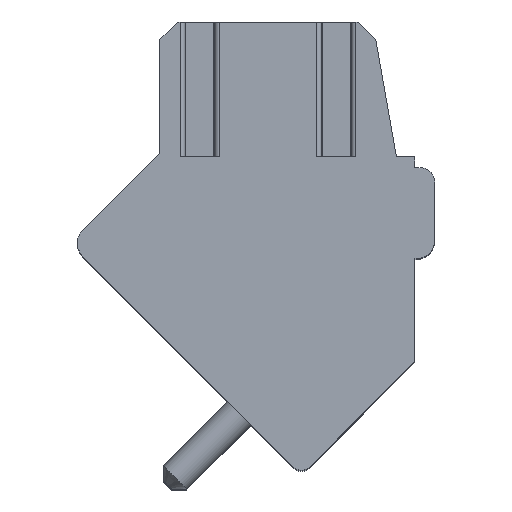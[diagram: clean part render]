
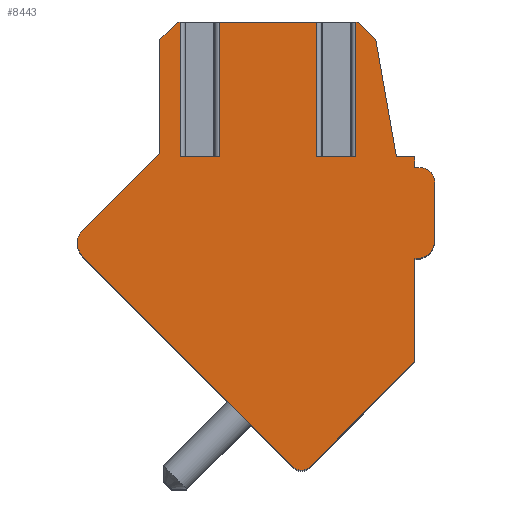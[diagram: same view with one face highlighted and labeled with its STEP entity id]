
A CAD part, top view. The second image highlights one B-rep face of the part: STEP entity #8443.
In plain terms, the highlighted planar face has unit normal (0, 0, 1).
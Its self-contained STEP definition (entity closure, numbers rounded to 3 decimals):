
#1617=DIRECTION('',(0.707,-0.707,0.));
#1618=VECTOR('',#1617,8.2);
#1619=CARTESIAN_POINT('',(-4.761,0.072,1.75));
#1620=LINE('',#1619,#1618);
#1841=DIRECTION('',(1.,0.,0.));
#1842=VECTOR('',#1841,1.07);
#1843=CARTESIAN_POINT('',(1.673,2.8,1.75));
#1844=LINE('',#1843,#1842);
#1845=DIRECTION('',(0.,1.,0.));
#1846=VECTOR('',#1845,3.7);
#1847=CARTESIAN_POINT('',(2.743,2.8,1.75));
#1848=LINE('',#1847,#1846);
#1849=DIRECTION('',(-1.,0.,0.));
#1850=VECTOR('',#1849,0.068);
#1851=CARTESIAN_POINT('',(2.811,6.5,1.75));
#1852=LINE('',#1851,#1850);
#1853=DIRECTION('',(-0.707,0.707,0.));
#1854=VECTOR('',#1853,0.677);
#1855=CARTESIAN_POINT('',(3.29,6.021,1.75));
#1856=LINE('',#1855,#1854);
#1857=DIRECTION('',(-0.174,0.985,0.));
#1858=VECTOR('',#1857,3.271);
#1859=CARTESIAN_POINT('',(3.858,2.8,1.75));
#1860=LINE('',#1859,#1858);
#1861=DIRECTION('',(-1.,0.,0.));
#1862=VECTOR('',#1861,0.5);
#1863=CARTESIAN_POINT('',(4.358,2.8,1.75));
#1864=LINE('',#1863,#1862);
#1865=DIRECTION('',(0.,1.,0.));
#1866=VECTOR('',#1865,0.3);
#1867=CARTESIAN_POINT('',(4.358,2.5,1.75));
#1868=LINE('',#1867,#1866);
#1869=DIRECTION('',(-1.,0.,0.));
#1870=VECTOR('',#1869,0.15);
#1871=CARTESIAN_POINT('',(4.508,2.5,1.75));
#1872=LINE('',#1871,#1870);
#1873=CARTESIAN_POINT('',(4.508,2.1,1.75));
#1874=DIRECTION('',(0.,0.,1.));
#1875=DIRECTION('',(1.,0.,0.));
#1876=AXIS2_PLACEMENT_3D('',#1873,#1874,#1875);
#1878=DIRECTION('',(0.,1.,0.));
#1879=VECTOR('',#1878,1.6);
#1880=CARTESIAN_POINT('',(4.908,0.5,1.75));
#1881=LINE('',#1880,#1879);
#1882=CARTESIAN_POINT('',(4.408,0.5,1.75));
#1883=DIRECTION('',(0.,0.,1.));
#1884=DIRECTION('',(0.,-1.,0.));
#1885=AXIS2_PLACEMENT_3D('',#1882,#1883,#1884);
#1887=DIRECTION('',(1.,0.,0.));
#1888=VECTOR('',#1887,0.05);
#1889=CARTESIAN_POINT('',(4.358,0.,1.75));
#1890=LINE('',#1889,#1888);
#1891=DIRECTION('',(0.,1.,0.));
#1892=VECTOR('',#1891,2.83);
#1893=CARTESIAN_POINT('',(4.358,-2.83,1.75));
#1894=LINE('',#1893,#1892);
#1895=DIRECTION('',(0.707,0.707,0.));
#1896=VECTOR('',#1895,4.096);
#1897=CARTESIAN_POINT('',(1.461,-5.727,1.75));
#1898=LINE('',#1897,#1896);
#1899=CARTESIAN_POINT('',(1.249,-5.515,1.75));
#1900=DIRECTION('',(0.,0.,1.));
#1901=DIRECTION('',(-0.707,-0.707,0.));
#1902=AXIS2_PLACEMENT_3D('',#1899,#1900,#1901);
#1904=CARTESIAN_POINT('',(-4.408,0.425,1.75));
#1905=DIRECTION('',(0.,0.,1.));
#1906=DIRECTION('',(-0.707,0.707,0.));
#1907=AXIS2_PLACEMENT_3D('',#1904,#1905,#1906);
#1909=DIRECTION('',(-0.707,-0.707,0.));
#1910=VECTOR('',#1909,2.997);
#1911=CARTESIAN_POINT('',(-2.642,2.898,1.75));
#1912=LINE('',#1911,#1910);
#1913=DIRECTION('',(0.,-1.,0.));
#1914=VECTOR('',#1913,3.111);
#1915=CARTESIAN_POINT('',(-2.642,6.009,1.75));
#1916=LINE('',#1915,#1914);
#1917=DIRECTION('',(-0.707,-0.707,0.));
#1918=VECTOR('',#1917,0.694);
#1919=CARTESIAN_POINT('',(-2.151,6.5,1.75));
#1920=LINE('',#1919,#1918);
#1921=DIRECTION('',(-1.,0.,0.));
#1922=VECTOR('',#1921,0.074);
#1923=CARTESIAN_POINT('',(-2.077,6.5,1.75));
#1924=LINE('',#1923,#1922);
#1925=DIRECTION('',(0.,1.,0.));
#1926=VECTOR('',#1925,3.7);
#1927=CARTESIAN_POINT('',(-2.077,2.8,1.75));
#1928=LINE('',#1927,#1926);
#1929=DIRECTION('',(1.,0.,0.));
#1930=VECTOR('',#1929,1.07);
#1931=CARTESIAN_POINT('',(-2.077,2.8,1.75));
#1932=LINE('',#1931,#1930);
#1933=DIRECTION('',(0.,1.,0.));
#1934=VECTOR('',#1933,3.7);
#1935=CARTESIAN_POINT('',(-1.007,2.8,1.75));
#1936=LINE('',#1935,#1934);
#1937=DIRECTION('',(-1.,0.,0.));
#1938=VECTOR('',#1937,2.68);
#1939=CARTESIAN_POINT('',(1.673,6.5,1.75));
#1940=LINE('',#1939,#1938);
#1941=DIRECTION('',(0.,1.,0.));
#1942=VECTOR('',#1941,3.7);
#1943=CARTESIAN_POINT('',(1.673,2.8,1.75));
#1944=LINE('',#1943,#1942);
#4731=CARTESIAN_POINT('',(1.673,2.8,1.75));
#4732=CARTESIAN_POINT('',(2.743,2.8,1.75));
#4733=VERTEX_POINT('',#4731);
#4734=VERTEX_POINT('',#4732);
#4735=CARTESIAN_POINT('',(2.743,6.5,1.75));
#4736=VERTEX_POINT('',#4735);
#4737=CARTESIAN_POINT('',(1.673,6.5,1.75));
#4738=VERTEX_POINT('',#4737);
#4751=CARTESIAN_POINT('',(-2.077,2.8,1.75));
#4752=CARTESIAN_POINT('',(-1.007,2.8,1.75));
#4753=VERTEX_POINT('',#4751);
#4754=VERTEX_POINT('',#4752);
#4755=CARTESIAN_POINT('',(-1.007,6.5,1.75));
#4756=VERTEX_POINT('',#4755);
#4757=CARTESIAN_POINT('',(-2.077,6.5,1.75));
#4758=VERTEX_POINT('',#4757);
#4849=CARTESIAN_POINT('',(1.037,-5.727,1.75));
#4850=CARTESIAN_POINT('',(1.461,-5.727,1.75));
#4851=VERTEX_POINT('',#4849);
#4852=VERTEX_POINT('',#4850);
#4853=CARTESIAN_POINT('',(4.358,-2.83,1.75));
#4854=VERTEX_POINT('',#4853);
#4855=CARTESIAN_POINT('',(4.358,0.,1.75));
#4856=VERTEX_POINT('',#4855);
#4857=CARTESIAN_POINT('',(4.408,0.,1.75));
#4858=VERTEX_POINT('',#4857);
#4859=CARTESIAN_POINT('',(4.908,0.5,1.75));
#4860=VERTEX_POINT('',#4859);
#4861=CARTESIAN_POINT('',(4.908,2.1,1.75));
#4862=VERTEX_POINT('',#4861);
#4863=CARTESIAN_POINT('',(4.508,2.5,1.75));
#4864=VERTEX_POINT('',#4863);
#4865=CARTESIAN_POINT('',(4.358,2.5,1.75));
#4866=VERTEX_POINT('',#4865);
#4867=CARTESIAN_POINT('',(4.358,2.8,1.75));
#4868=VERTEX_POINT('',#4867);
#4869=CARTESIAN_POINT('',(3.858,2.8,1.75));
#4870=VERTEX_POINT('',#4869);
#4871=CARTESIAN_POINT('',(3.29,6.021,1.75));
#4872=VERTEX_POINT('',#4871);
#4873=CARTESIAN_POINT('',(2.811,6.5,1.75));
#4874=VERTEX_POINT('',#4873);
#4875=CARTESIAN_POINT('',(-2.151,6.5,1.75));
#4876=CARTESIAN_POINT('',(-2.642,6.009,1.75));
#4877=VERTEX_POINT('',#4875);
#4878=VERTEX_POINT('',#4876);
#4879=CARTESIAN_POINT('',(-4.761,0.779,1.75));
#4880=CARTESIAN_POINT('',(-4.761,0.072,1.75));
#4881=VERTEX_POINT('',#4879);
#4882=VERTEX_POINT('',#4880);
#4887=CARTESIAN_POINT('',(-2.642,2.898,1.75));
#4889=VERTEX_POINT('',#4887);
#8400=CARTESIAN_POINT('',(0.,0.,1.75));
#8401=DIRECTION('',(0.,0.,1.));
#8402=DIRECTION('',(1.,0.,0.));
#8403=AXIS2_PLACEMENT_3D('',#8400,#8401,#8402);
#8404=PLANE('',#8403);
#8406=ORIENTED_EDGE('',*,*,#8405,.T.);
#8408=ORIENTED_EDGE('',*,*,#8407,.T.);
#8409=ORIENTED_EDGE('',*,*,#6213,.F.);
#8410=ORIENTED_EDGE('',*,*,#6405,.F.);
#8411=ORIENTED_EDGE('',*,*,#6419,.F.);
#8412=ORIENTED_EDGE('',*,*,#6433,.F.);
#8413=ORIENTED_EDGE('',*,*,#6486,.F.);
#8414=ORIENTED_EDGE('',*,*,#6502,.F.);
#8415=ORIENTED_EDGE('',*,*,#7092,.F.);
#8416=ORIENTED_EDGE('',*,*,#7179,.F.);
#8417=ORIENTED_EDGE('',*,*,#7266,.F.);
#8418=ORIENTED_EDGE('',*,*,#7353,.F.);
#8419=ORIENTED_EDGE('',*,*,#7447,.F.);
#8420=ORIENTED_EDGE('',*,*,#8087,.F.);
#8421=ORIENTED_EDGE('',*,*,#8217,.F.);
#8422=ORIENTED_EDGE('',*,*,#8138,.F.);
#8424=ORIENTED_EDGE('',*,*,#8423,.F.);
#8426=ORIENTED_EDGE('',*,*,#8425,.F.);
#8428=ORIENTED_EDGE('',*,*,#8427,.F.);
#8430=ORIENTED_EDGE('',*,*,#8429,.F.);
#8431=ORIENTED_EDGE('',*,*,#6245,.F.);
#8433=ORIENTED_EDGE('',*,*,#8432,.F.);
#8435=ORIENTED_EDGE('',*,*,#8434,.T.);
#8437=ORIENTED_EDGE('',*,*,#8436,.T.);
#8438=ORIENTED_EDGE('',*,*,#6229,.F.);
#8440=ORIENTED_EDGE('',*,*,#8439,.F.);
#8441=EDGE_LOOP('',(#8406,#8408,#8409,#8410,#8411,#8412,#8413,#8414,#8415,#8416,
#8417,#8418,#8419,#8420,#8421,#8422,#8424,#8426,#8428,#8430,#8431,#8433,#8435,
#8437,#8438,#8440));
#8442=FACE_OUTER_BOUND('',#8441,.F.);
#1877=CIRCLE('',#1876,0.4);
#1886=CIRCLE('',#1885,0.5);
#1903=CIRCLE('',#1902,0.3);
#1908=CIRCLE('',#1907,0.5);
#6213=EDGE_CURVE('',#4874,#4736,#1852,.T.);
#6229=EDGE_CURVE('',#4738,#4756,#1940,.T.);
#6245=EDGE_CURVE('',#4758,#4877,#1924,.T.);
#6405=EDGE_CURVE('',#4872,#4874,#1856,.T.);
#6419=EDGE_CURVE('',#4870,#4872,#1860,.T.);
#6433=EDGE_CURVE('',#4868,#4870,#1864,.T.);
#6486=EDGE_CURVE('',#4866,#4868,#1868,.T.);
#6502=EDGE_CURVE('',#4864,#4866,#1872,.T.);
#7092=EDGE_CURVE('',#4862,#4864,#1877,.T.);
#7179=EDGE_CURVE('',#4860,#4862,#1881,.T.);
#7266=EDGE_CURVE('',#4858,#4860,#1886,.T.);
#7353=EDGE_CURVE('',#4856,#4858,#1890,.T.);
#7447=EDGE_CURVE('',#4854,#4856,#1894,.T.);
#8087=EDGE_CURVE('',#4852,#4854,#1898,.T.);
#8138=EDGE_CURVE('',#4882,#4851,#1620,.T.);
#8217=EDGE_CURVE('',#4851,#4852,#1903,.T.);
#8405=EDGE_CURVE('',#4733,#4734,#1844,.T.);
#8407=EDGE_CURVE('',#4734,#4736,#1848,.T.);
#8423=EDGE_CURVE('',#4881,#4882,#1908,.T.);
#8425=EDGE_CURVE('',#4889,#4881,#1912,.T.);
#8427=EDGE_CURVE('',#4878,#4889,#1916,.T.);
#8429=EDGE_CURVE('',#4877,#4878,#1920,.T.);
#8432=EDGE_CURVE('',#4753,#4758,#1928,.T.);
#8434=EDGE_CURVE('',#4753,#4754,#1932,.T.);
#8436=EDGE_CURVE('',#4754,#4756,#1936,.T.);
#8439=EDGE_CURVE('',#4733,#4738,#1944,.T.);
#8443=ADVANCED_FACE('',(#8442),#8404,.T.);
